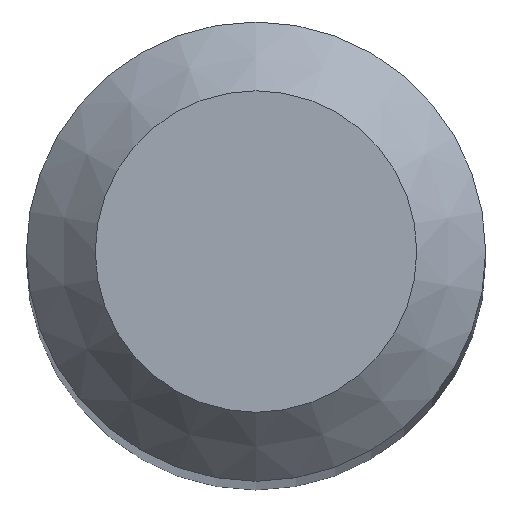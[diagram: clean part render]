
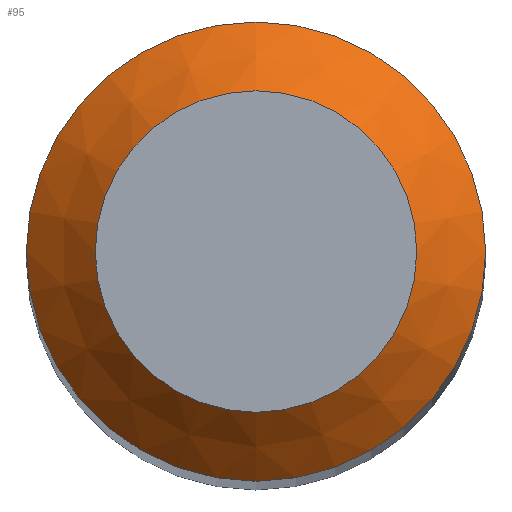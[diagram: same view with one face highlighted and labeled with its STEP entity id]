
A CAD part, top view. The second image highlights one B-rep face of the part: STEP entity #95.
In plain terms, the highlighted conical face has half-angle 45 degrees and reference radius 0.7 mm.
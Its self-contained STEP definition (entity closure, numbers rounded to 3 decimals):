
#11 = DIRECTION ( 'NONE',  ( 0., 1., 0. ) ) ;
#20 = DIRECTION ( 'NONE',  ( 0., 0., -1. ) ) ;
#23 = CARTESIAN_POINT ( 'NONE',  ( 0., 0.7, 32. ) ) ;
#26 = EDGE_CURVE ( 'NONE', #193, #193, #217, .T. ) ;
#32 = FACE_OUTER_BOUND ( 'NONE', #203, .T. ) ;
#44 = ORIENTED_EDGE ( 'NONE', *, *, #187, .T. ) ;
#46 = ORIENTED_EDGE ( 'NONE', *, *, #26, .F. ) ;
#48 = EDGE_LOOP ( 'NONE', ( #44 ) ) ;
#61 = AXIS2_PLACEMENT_3D ( 'NONE', #89, #156, #105 ) ;
#65 = FACE_BOUND ( 'NONE', #48, .T. ) ;
#67 = CONICAL_SURFACE ( 'NONE', #61, 0.7, 0.785 ) ;
#75 = VERTEX_POINT ( 'NONE', #23 ) ;
#89 = CARTESIAN_POINT ( 'NONE',  ( 0., 0., 32. ) ) ;
#95 = ADVANCED_FACE ( 'NONE', ( #32, #65 ), #67, .T. ) ;
#104 = DIRECTION ( 'NONE',  ( 0., 1., 0. ) ) ;
#105 = DIRECTION ( 'NONE',  ( 0., 1., 0. ) ) ;
#136 = CARTESIAN_POINT ( 'NONE',  ( 0., 0., 32. ) ) ;
#156 = DIRECTION ( 'NONE',  ( 0., 0., -1. ) ) ;
#158 = CARTESIAN_POINT ( 'NONE',  ( 0., 1., 31.7 ) ) ;
#167 = AXIS2_PLACEMENT_3D ( 'NONE', #191, #20, #104 ) ;
#179 = CIRCLE ( 'NONE', #205, 0.7 ) ;
#187 = EDGE_CURVE ( 'NONE', #75, #75, #179, .T. ) ;
#191 = CARTESIAN_POINT ( 'NONE',  ( 0., 0., 31.7 ) ) ;
#193 = VERTEX_POINT ( 'NONE', #158 ) ;
#203 = EDGE_LOOP ( 'NONE', ( #46 ) ) ;
#205 = AXIS2_PLACEMENT_3D ( 'NONE', #136, #215, #11 ) ;
#215 = DIRECTION ( 'NONE',  ( 0., 0., -1. ) ) ;
#217 = CIRCLE ( 'NONE', #167, 1. ) ;
